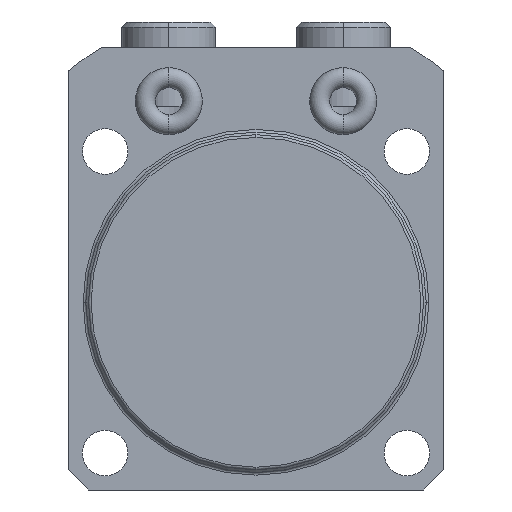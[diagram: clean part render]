
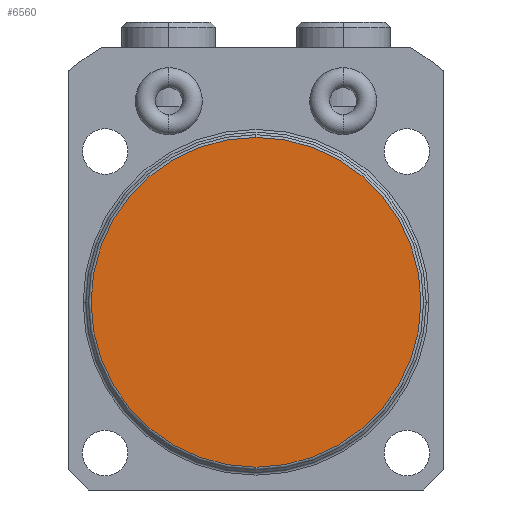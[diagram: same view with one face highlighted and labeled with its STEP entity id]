
A CAD part, front view. The second image highlights one B-rep face of the part: STEP entity #6560.
In plain terms, the highlighted planar face has unit normal (0, -1, 0).
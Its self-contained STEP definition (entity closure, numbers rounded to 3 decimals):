
#2241=CARTESIAN_POINT('',(0.,-64.,0.));
#2242=DIRECTION('',(0.,-1.,0.));
#2243=DIRECTION('',(0.,0.,1.));
#2244=AXIS2_PLACEMENT_3D('',#2241,#2242,#2243);
#2249=CARTESIAN_POINT('',(0.,-64.,0.));
#2250=DIRECTION('',(0.,-1.,0.));
#2251=DIRECTION('',(0.,0.,-1.));
#2252=AXIS2_PLACEMENT_3D('',#2249,#2250,#2251);
#4794=CARTESIAN_POINT('',(0.,-64.,24.6));
#4795=CARTESIAN_POINT('',(0.,-64.,-24.6));
#4796=VERTEX_POINT('',#4794);
#4797=VERTEX_POINT('',#4795);
#6550=CARTESIAN_POINT('',(0.,-64.,0.));
#6551=DIRECTION('',(0.,-1.,0.));
#6552=DIRECTION('',(0.,0.,-1.));
#6553=AXIS2_PLACEMENT_3D('',#6550,#6551,#6552);
#6554=PLANE('',#6553);
#6556=ORIENTED_EDGE('',*,*,#6555,.F.);
#6557=ORIENTED_EDGE('',*,*,#6540,.F.);
#6558=EDGE_LOOP('',(#6556,#6557));
#6559=FACE_OUTER_BOUND('',#6558,.F.);
#2245=CIRCLE('',#2244,24.6);
#2253=CIRCLE('',#2252,24.6);
#6540=EDGE_CURVE('',#4797,#4796,#2253,.T.);
#6555=EDGE_CURVE('',#4796,#4797,#2245,.T.);
#6560=ADVANCED_FACE('',(#6559),#6554,.T.);
